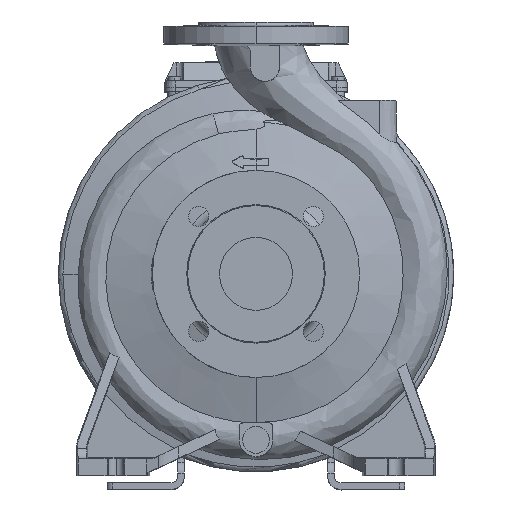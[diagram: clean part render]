
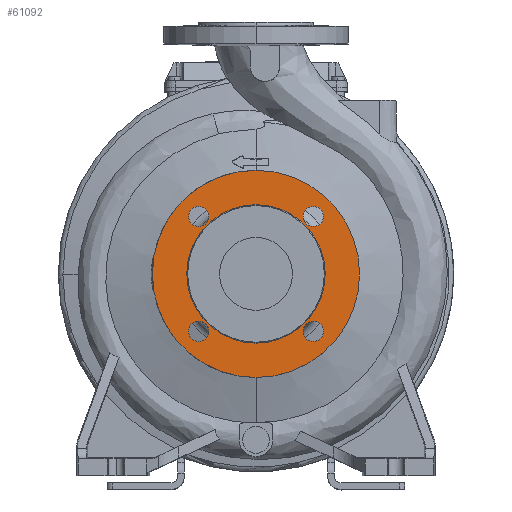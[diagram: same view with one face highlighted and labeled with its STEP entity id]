
A CAD part, top view. The second image highlights one B-rep face of the part: STEP entity #61092.
In plain terms, the highlighted planar face has unit normal (0, 0, 1).
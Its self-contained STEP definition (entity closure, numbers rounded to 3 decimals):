
#1123 = CIRCLE ( 'NONE', #5690, 9. ) ;
#1228 = AXIS2_PLACEMENT_3D ( 'NONE', #18870, #41535, #2781 ) ;
#1885 = EDGE_CURVE ( 'NONE', #33531, #12511, #64961, .T. ) ;
#2781 = DIRECTION ( 'NONE',  ( 0., -1., 0. ) ) ;
#2806 = DIRECTION ( 'NONE',  ( 0., 1., 0. ) ) ;
#3186 = CARTESIAN_POINT ( 'NONE',  ( -51.265, -60.265, -3. ) ) ;
#5149 = VERTEX_POINT ( 'NONE', #3186 ) ;
#5690 = AXIS2_PLACEMENT_3D ( 'NONE', #41202, #9994, #87967 ) ;
#6407 = AXIS2_PLACEMENT_3D ( 'NONE', #76628, #63073, #46469 ) ;
#6987 = CARTESIAN_POINT ( 'NONE',  ( 0., 0., -3. ) ) ;
#9667 = CARTESIAN_POINT ( 'NONE',  ( -51.265, -51.265, -3. ) ) ;
#9994 = DIRECTION ( 'NONE',  ( 0., 0., -1. ) ) ;
#10174 = EDGE_CURVE ( 'NONE', #40936, #24817, #54339, .T. ) ;
#10817 = EDGE_CURVE ( 'NONE', #28171, #5149, #21845, .T. ) ;
#11911 = CIRCLE ( 'NONE', #97105, 9. ) ;
#12134 = ORIENTED_EDGE ( 'NONE', *, *, #79505, .F. ) ;
#12511 = VERTEX_POINT ( 'NONE', #68759 ) ;
#14977 = CARTESIAN_POINT ( 'NONE',  ( -51.265, -51.265, -3. ) ) ;
#15722 = FACE_BOUND ( 'NONE', #28727, .T. ) ;
#16218 = FACE_BOUND ( 'NONE', #23684, .T. ) ;
#17215 = FACE_OUTER_BOUND ( 'NONE', #72968, .T. ) ;
#18870 = CARTESIAN_POINT ( 'NONE',  ( -51.265, 51.265, -3. ) ) ;
#18982 = VERTEX_POINT ( 'NONE', #33886 ) ;
#19059 = AXIS2_PLACEMENT_3D ( 'NONE', #6987, #83485, #98089 ) ;
#19498 = VERTEX_POINT ( 'NONE', #97604 ) ;
#20521 = CARTESIAN_POINT ( 'NONE',  ( 0., -61.804, -3. ) ) ;
#21845 = CIRCLE ( 'NONE', #95753, 9. ) ;
#22294 = CIRCLE ( 'NONE', #78537, 92.5 ) ;
#22828 = DIRECTION ( 'NONE',  ( 0., 0., -1. ) ) ;
#23684 = EDGE_LOOP ( 'NONE', ( #64474, #65265 ) ) ;
#24767 = FACE_BOUND ( 'NONE', #70502, .T. ) ;
#24817 = VERTEX_POINT ( 'NONE', #40219 ) ;
#26410 = ORIENTED_EDGE ( 'NONE', *, *, #52236, .F. ) ;
#26592 = CIRCLE ( 'NONE', #98830, 92.5 ) ;
#27764 = CARTESIAN_POINT ( 'NONE',  ( 51.265, -60.265, -3. ) ) ;
#28171 = VERTEX_POINT ( 'NONE', #46598 ) ;
#28727 = EDGE_LOOP ( 'NONE', ( #34676, #79219 ) ) ;
#30893 = CARTESIAN_POINT ( 'NONE',  ( 51.265, -51.265, -3. ) ) ;
#31200 = EDGE_LOOP ( 'NONE', ( #75817, #57371 ) ) ;
#31439 = CARTESIAN_POINT ( 'NONE',  ( 51.265, 51.265, -3. ) ) ;
#33531 = VERTEX_POINT ( 'NONE', #20521 ) ;
#33886 = CARTESIAN_POINT ( 'NONE',  ( 51.265, 60.265, -3. ) ) ;
#34558 = DIRECTION ( 'NONE',  ( 0., -1., 0. ) ) ;
#34676 = ORIENTED_EDGE ( 'NONE', *, *, #71861, .T. ) ;
#35037 = AXIS2_PLACEMENT_3D ( 'NONE', #30893, #22828, #62103 ) ;
#35633 = CARTESIAN_POINT ( 'NONE',  ( 0., 0., -3. ) ) ;
#38276 = CIRCLE ( 'NONE', #35037, 9. ) ;
#38904 = ORIENTED_EDGE ( 'NONE', *, *, #69854, .F. ) ;
#39188 = CARTESIAN_POINT ( 'NONE',  ( -51.265, 42.265, -3. ) ) ;
#39300 = CARTESIAN_POINT ( 'NONE',  ( 51.265, -51.265, -3. ) ) ;
#39391 = DIRECTION ( 'NONE',  ( 0., 0., -1. ) ) ;
#40219 = CARTESIAN_POINT ( 'NONE',  ( -51.265, 60.265, -3. ) ) ;
#40737 = EDGE_LOOP ( 'NONE', ( #82538, #86007 ) ) ;
#40936 = VERTEX_POINT ( 'NONE', #39188 ) ;
#41202 = CARTESIAN_POINT ( 'NONE',  ( 51.265, 51.265, -3. ) ) ;
#41451 = AXIS2_PLACEMENT_3D ( 'NONE', #57215, #66740, #34558 ) ;
#41535 = DIRECTION ( 'NONE',  ( 0., 0., -1. ) ) ;
#43052 = DIRECTION ( 'NONE',  ( 0., 0., -1. ) ) ;
#45628 = DIRECTION ( 'NONE',  ( 0., 1., 0. ) ) ;
#45959 = PLANE ( 'NONE',  #6407 ) ;
#46469 = DIRECTION ( 'NONE',  ( 0., 1., 0. ) ) ;
#46598 = CARTESIAN_POINT ( 'NONE',  ( -51.265, -42.265, -3. ) ) ;
#47872 = DIRECTION ( 'NONE',  ( 0., 0., -1. ) ) ;
#47921 = VERTEX_POINT ( 'NONE', #72511 ) ;
#49101 = EDGE_CURVE ( 'NONE', #81494, #47921, #38276, .T. ) ;
#50197 = AXIS2_PLACEMENT_3D ( 'NONE', #31439, #92801, #91794 ) ;
#50917 = AXIS2_PLACEMENT_3D ( 'NONE', #14977, #69838, #77863 ) ;
#52236 = EDGE_CURVE ( 'NONE', #74866, #64120, #22294, .T. ) ;
#52767 = EDGE_CURVE ( 'NONE', #18982, #19498, #1123, .T. ) ;
#54339 = CIRCLE ( 'NONE', #41451, 9. ) ;
#55164 = EDGE_CURVE ( 'NONE', #5149, #28171, #79835, .T. ) ;
#55853 = CIRCLE ( 'NONE', #1228, 9. ) ;
#56669 = CARTESIAN_POINT ( 'NONE',  ( 0., 0., -3. ) ) ;
#57215 = CARTESIAN_POINT ( 'NONE',  ( -51.265, 51.265, -3. ) ) ;
#57371 = ORIENTED_EDGE ( 'NONE', *, *, #85047, .T. ) ;
#59286 = ORIENTED_EDGE ( 'NONE', *, *, #1885, .F. ) ;
#60243 = CARTESIAN_POINT ( 'NONE',  ( 0., 0., -3. ) ) ;
#61092 = ADVANCED_FACE ( 'NONE', ( #86162, #91700, #16218, #15722, #24767, #17215 ), #45959, .F. ) ;
#62103 = DIRECTION ( 'NONE',  ( 0., -1., 0. ) ) ;
#63073 = DIRECTION ( 'NONE',  ( 0., 0., -1. ) ) ;
#64120 = VERTEX_POINT ( 'NONE', #66797 ) ;
#64474 = ORIENTED_EDGE ( 'NONE', *, *, #49101, .T. ) ;
#64961 = CIRCLE ( 'NONE', #74532, 61.804 ) ;
#65265 = ORIENTED_EDGE ( 'NONE', *, *, #78217, .T. ) ;
#66740 = DIRECTION ( 'NONE',  ( 0., 0., -1. ) ) ;
#66797 = CARTESIAN_POINT ( 'NONE',  ( 0., -92.5, -3. ) ) ;
#67849 = CIRCLE ( 'NONE', #50197, 9. ) ;
#68759 = CARTESIAN_POINT ( 'NONE',  ( 0., 61.804, -3. ) ) ;
#69838 = DIRECTION ( 'NONE',  ( 0., 0., -1. ) ) ;
#69854 = EDGE_CURVE ( 'NONE', #12511, #33531, #80107, .T. ) ;
#70502 = EDGE_LOOP ( 'NONE', ( #38904, #59286 ) ) ;
#71861 = EDGE_CURVE ( 'NONE', #19498, #18982, #67849, .T. ) ;
#72511 = CARTESIAN_POINT ( 'NONE',  ( 51.265, -42.265, -3. ) ) ;
#72968 = EDGE_LOOP ( 'NONE', ( #26410, #12134 ) ) ;
#74532 = AXIS2_PLACEMENT_3D ( 'NONE', #60243, #98939, #45628 ) ;
#74866 = VERTEX_POINT ( 'NONE', #97787 ) ;
#75815 = DIRECTION ( 'NONE',  ( 0., 0., -1. ) ) ;
#75817 = ORIENTED_EDGE ( 'NONE', *, *, #10174, .T. ) ;
#76628 = CARTESIAN_POINT ( 'NONE',  ( -185., 185., -3. ) ) ;
#77804 = DIRECTION ( 'NONE',  ( 0., 1., 0. ) ) ;
#77863 = DIRECTION ( 'NONE',  ( 0., -1., 0. ) ) ;
#78217 = EDGE_CURVE ( 'NONE', #47921, #81494, #11911, .T. ) ;
#78537 = AXIS2_PLACEMENT_3D ( 'NONE', #35633, #75815, #77804 ) ;
#79017 = DIRECTION ( 'NONE',  ( 0., -1., 0. ) ) ;
#79219 = ORIENTED_EDGE ( 'NONE', *, *, #52767, .T. ) ;
#79505 = EDGE_CURVE ( 'NONE', #64120, #74866, #26592, .T. ) ;
#79835 = CIRCLE ( 'NONE', #50917, 9. ) ;
#80107 = CIRCLE ( 'NONE', #19059, 61.804 ) ;
#81494 = VERTEX_POINT ( 'NONE', #27764 ) ;
#82538 = ORIENTED_EDGE ( 'NONE', *, *, #55164, .T. ) ;
#83485 = DIRECTION ( 'NONE',  ( 0., 0., 1. ) ) ;
#85047 = EDGE_CURVE ( 'NONE', #24817, #40936, #55853, .T. ) ;
#85655 = DIRECTION ( 'NONE',  ( 0., -1., 0. ) ) ;
#86007 = ORIENTED_EDGE ( 'NONE', *, *, #10817, .T. ) ;
#86162 = FACE_BOUND ( 'NONE', #31200, .T. ) ;
#87967 = DIRECTION ( 'NONE',  ( 0., -1., 0. ) ) ;
#91700 = FACE_BOUND ( 'NONE', #40737, .T. ) ;
#91794 = DIRECTION ( 'NONE',  ( 0., -1., 0. ) ) ;
#92801 = DIRECTION ( 'NONE',  ( 0., 0., -1. ) ) ;
#95753 = AXIS2_PLACEMENT_3D ( 'NONE', #9667, #39391, #85655 ) ;
#97105 = AXIS2_PLACEMENT_3D ( 'NONE', #39300, #47872, #79017 ) ;
#97604 = CARTESIAN_POINT ( 'NONE',  ( 51.265, 42.265, -3. ) ) ;
#97787 = CARTESIAN_POINT ( 'NONE',  ( 0., 92.5, -3. ) ) ;
#98089 = DIRECTION ( 'NONE',  ( 0., 1., 0. ) ) ;
#98830 = AXIS2_PLACEMENT_3D ( 'NONE', #56669, #43052, #2806 ) ;
#98939 = DIRECTION ( 'NONE',  ( 0., 0., 1. ) ) ;
